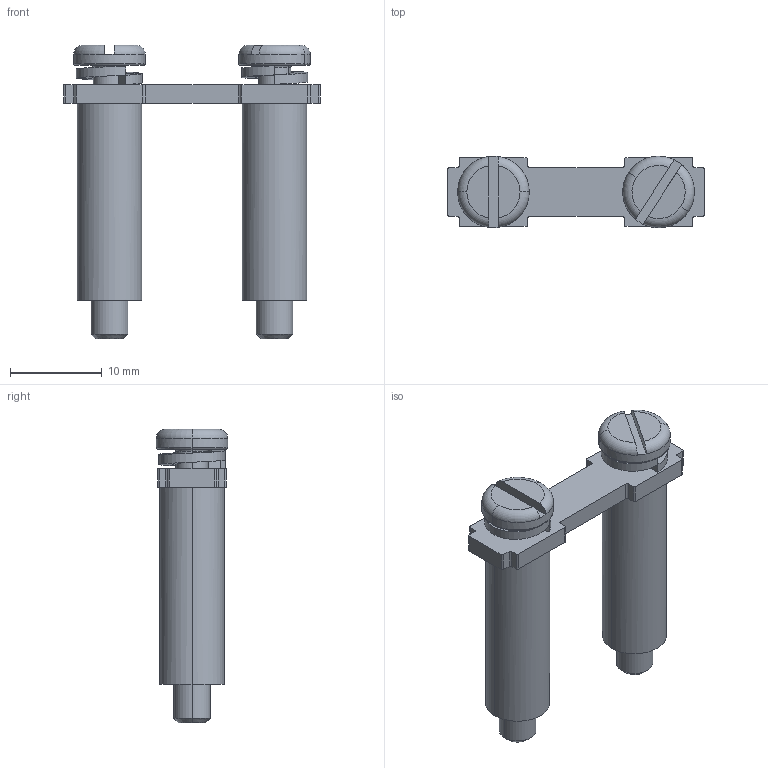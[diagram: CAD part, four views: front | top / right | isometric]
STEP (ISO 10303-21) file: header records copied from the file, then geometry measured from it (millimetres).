
FILE_DESCRIPTION(('CATIA V5 STEP Exchange','CAx-IF Rec.Pracs.--- Model Styling and Organization---1.5--- 2016-08-15','CAx-IF Rec.Pracs.---Supplemental Geometry---1.0---2011-11-01','CAx-IF Rec.Pracs.--- Composite Materials ---1.1---2010-07-15'),'2;1');
FILE_NAME ('D1463462_0', '2025-09-19T07:38:22+00:00', ('none'), ('Weidmueller'), 'CATIA Version 5-6 Release 2024 SP4', 'CATIA V5 STEP AP214 v3', 'none');
FILE_SCHEMA(('AUTOMOTIVE_DESIGN { 1 0 10303 214 1 1 1 1 }'));
Length unit declared in the file: millimetre
Products named in the file (1): 2615080000
Bounding box: 28 x 7.8 x 32 mm (x, y, z)
Volume: 2226.8 mm3; surface area: 3076.7 mm2
Topology: 3 solids, 3 shells, 154 faces, 384 edges, 248 vertices
Faces by surface type: cylinder 56, plane 46, bspline 24, torus 16, cone 12
Entity records: 4629 total; most frequent: CARTESIAN_POINT 1515, ORIENTED_EDGE 768, DIRECTION 429, EDGE_CURVE 384, VERTEX_POINT 248, AXIS2_PLACEMENT_3D 208, EDGE_LOOP 166, ADVANCED_FACE 154
